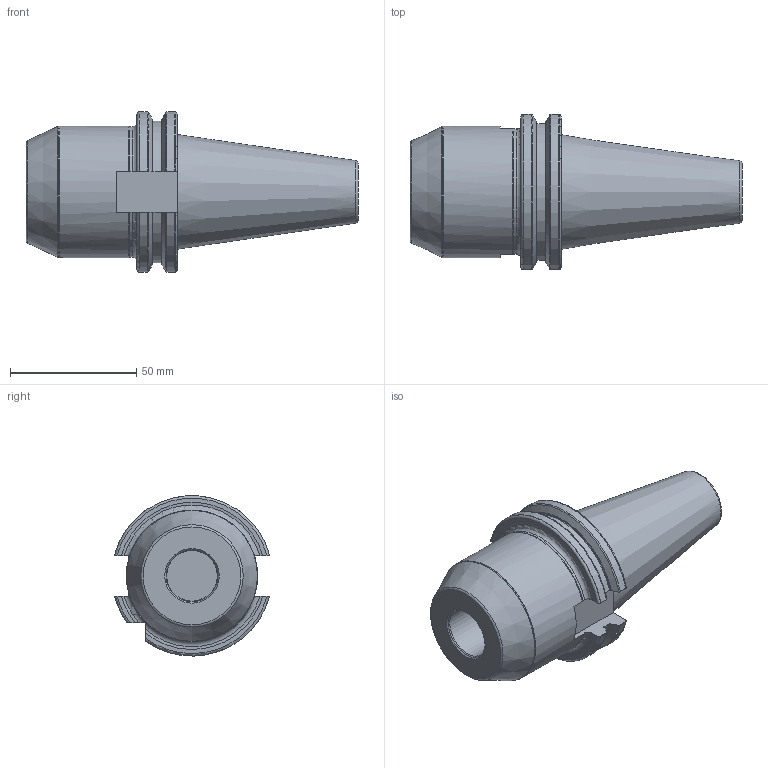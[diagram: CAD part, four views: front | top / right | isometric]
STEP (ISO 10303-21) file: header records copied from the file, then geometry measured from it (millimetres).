
FILE_DESCRIPTION(/* description */ (''),/* implementation_level */ '2;1');
FILE_NAME(/* name */ 'ASK40-EM-20-063.stp',/* time_stamp */ '2024-12-12T18:57:11+03:00',/* author */ (''),/* organization */ (''),/* preprocessor_version */ 'ST-DEVELOPER v19.4',/* originating_system */ 'SIEMENS PLM Software NX2306.3001',/* authorisation */ '');
FILE_SCHEMA (('AUTOMOTIVE_DESIGN { 1 0 10303 214 3 1 1 1 }'));
Length unit declared in the file: millimetre
Products named in the file (1): ASK40-EM-20-063-LIGHT_objects
Bounding box: 131.4 x 61.37 x 63.42 mm (x, y, z)
Volume: 183270.7 mm3; surface area: 26415.8 mm2
Topology: 1 solids, 1 shells, 98 faces, 270 edges, 176 vertices
Faces by surface type: plane 33, torus 25, cone 25, cylinder 15
Full cylindrical faces by diameter (mm): 4 x1, 10 x1, 20 x1, 52 x1
Entity records: 3642 total; most frequent: CARTESIAN_POINT 1313, ORIENTED_EDGE 496, DIRECTION 437, EDGE_CURVE 248, AXIS2_PLACEMENT_3D 183, VERTEX_POINT 172, EDGE_LOOP 117, ADVANCED_FACE 98
